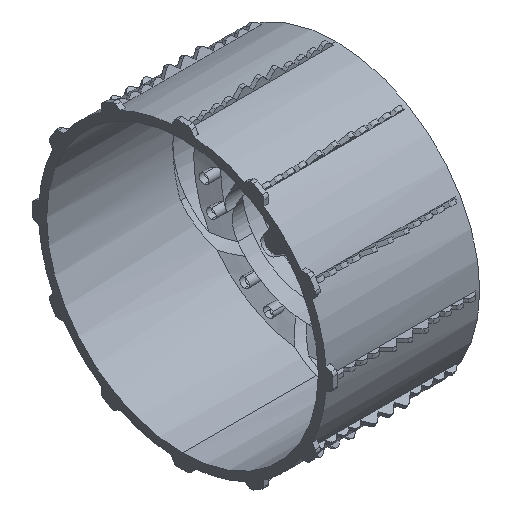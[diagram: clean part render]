
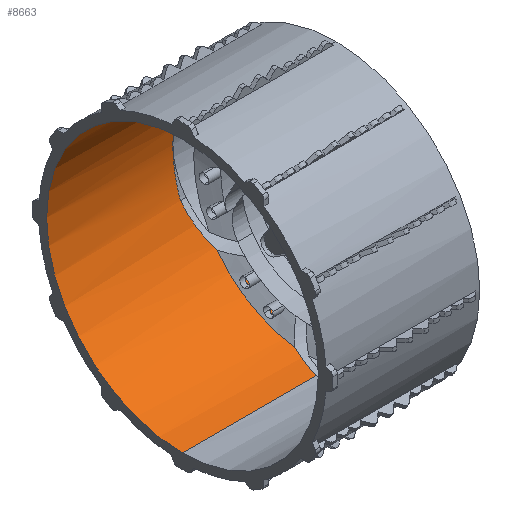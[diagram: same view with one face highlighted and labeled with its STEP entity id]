
A CAD part, isometric view. The second image highlights one B-rep face of the part: STEP entity #8663.
In plain terms, the highlighted cylindrical face has radius 42.5 mm (diameter 85 mm), a partial arc.
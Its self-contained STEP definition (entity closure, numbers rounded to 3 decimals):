
#87 = AXIS2_PLACEMENT_3D ( 'NONE', #5624, #21816, #18470 ) ;
#513 = DIRECTION ( 'NONE',  ( 1., 0., 0. ) ) ;
#646 = CIRCLE ( 'NONE', #18328, 42.5 ) ;
#756 = DIRECTION ( 'NONE',  ( 1., 0., 0. ) ) ;
#1252 = ORIENTED_EDGE ( 'NONE', *, *, #3605, .T. ) ;
#1877 = VECTOR ( 'NONE', #756, 1000. ) ;
#2324 = DIRECTION ( 'NONE',  ( 0., 0., -1. ) ) ;
#2592 = EDGE_CURVE ( 'NONE', #6212, #3740, #11994, .T. ) ;
#2801 = CARTESIAN_POINT ( 'NONE',  ( -48.001, 40.139, -13.969 ) ) ;
#3002 = ORIENTED_EDGE ( 'NONE', *, *, #15087, .T. ) ;
#3562 = VERTEX_POINT ( 'NONE', #6066 ) ;
#3577 = LINE ( 'NONE', #2801, #1877 ) ;
#3605 = EDGE_CURVE ( 'NONE', #3562, #4232, #17272, .T. ) ;
#3740 = VERTEX_POINT ( 'NONE', #10066 ) ;
#3983 = ORIENTED_EDGE ( 'NONE', *, *, #5133, .T. ) ;
#4036 = ORIENTED_EDGE ( 'NONE', *, *, #8434, .F. ) ;
#4232 = VERTEX_POINT ( 'NONE', #17274 ) ;
#4684 = CARTESIAN_POINT ( 'NONE',  ( 0., 0., 42.5 ) ) ;
#5133 = EDGE_CURVE ( 'NONE', #4232, #9321, #15506, .T. ) ;
#5344 = CARTESIAN_POINT ( 'NONE',  ( -8.5, 40.139, -13.969 ) ) ;
#5624 = CARTESIAN_POINT ( 'NONE',  ( 0., 0., 0. ) ) ;
#5739 = CARTESIAN_POINT ( 'NONE',  ( -8.5, 40.139, 13.969 ) ) ;
#6066 = CARTESIAN_POINT ( 'NONE',  ( -48., 0., -42.5 ) ) ;
#6212 = VERTEX_POINT ( 'NONE', #9810 ) ;
#6931 = CARTESIAN_POINT ( 'NONE',  ( -8.5, 0., 0. ) ) ;
#7074 = CARTESIAN_POINT ( 'NONE',  ( -48., 0., 0. ) ) ;
#7308 = DIRECTION ( 'NONE',  ( 1., 0., 0. ) ) ;
#7537 = EDGE_CURVE ( 'NONE', #23087, #6212, #13470, .T. ) ;
#7727 = CARTESIAN_POINT ( 'NONE',  ( -8.5, 42.5, 0. ) ) ;
#7774 = ORIENTED_EDGE ( 'NONE', *, *, #9593, .F. ) ;
#8349 = CARTESIAN_POINT ( 'NONE',  ( 0., 0., -42.5 ) ) ;
#8410 = AXIS2_PLACEMENT_3D ( 'NONE', #18090, #19888, #10968 ) ;
#8434 = EDGE_CURVE ( 'NONE', #22958, #16588, #13129, .T. ) ;
#8663 = ADVANCED_FACE ( 'NONE', ( #16212 ), #22907, .F. ) ;
#8752 = EDGE_CURVE ( 'NONE', #15292, #9321, #3577, .T. ) ;
#9012 = ORIENTED_EDGE ( 'NONE', *, *, #17989, .T. ) ;
#9321 = VERTEX_POINT ( 'NONE', #13435 ) ;
#9593 = EDGE_CURVE ( 'NONE', #3562, #23087, #9714, .T. ) ;
#9714 = CIRCLE ( 'NONE', #13520, 42.5 ) ;
#9810 = CARTESIAN_POINT ( 'NONE',  ( 0., 0., 42.5 ) ) ;
#9811 = LINE ( 'NONE', #21475, #17676 ) ;
#10066 = CARTESIAN_POINT ( 'NONE',  ( 0., 40.139, 13.969 ) ) ;
#10968 = DIRECTION ( 'NONE',  ( 0., 0., 1. ) ) ;
#11097 = ORIENTED_EDGE ( 'NONE', *, *, #7537, .F. ) ;
#11255 = AXIS2_PLACEMENT_3D ( 'NONE', #11277, #513, #2324 ) ;
#11277 = CARTESIAN_POINT ( 'NONE',  ( 0., 0., 0. ) ) ;
#11351 = CARTESIAN_POINT ( 'NONE',  ( 0., 0., 0. ) ) ;
#11994 = CIRCLE ( 'NONE', #14745, 42.5 ) ;
#13129 = CIRCLE ( 'NONE', #8410, 42.5 ) ;
#13435 = CARTESIAN_POINT ( 'NONE',  ( 0., 40.139, -13.969 ) ) ;
#13470 = LINE ( 'NONE', #4684, #21010 ) ;
#13520 = AXIS2_PLACEMENT_3D ( 'NONE', #7074, #7308, #19607 ) ;
#13633 = DIRECTION ( 'NONE',  ( 1., 0., 0. ) ) ;
#13686 = ORIENTED_EDGE ( 'NONE', *, *, #2592, .F. ) ;
#14744 = VECTOR ( 'NONE', #15310, 1000. ) ;
#14745 = AXIS2_PLACEMENT_3D ( 'NONE', #11351, #16823, #22204 ) ;
#15087 = EDGE_CURVE ( 'NONE', #15292, #16588, #646, .T. ) ;
#15292 = VERTEX_POINT ( 'NONE', #5344 ) ;
#15310 = DIRECTION ( 'NONE',  ( 1., 0., 0. ) ) ;
#15506 = CIRCLE ( 'NONE', #87, 42.5 ) ;
#15852 = DIRECTION ( 'NONE',  ( 1., 0., 0. ) ) ;
#15928 = DIRECTION ( 'NONE',  ( 0., 0., -1. ) ) ;
#16164 = DIRECTION ( 'NONE',  ( 1., 0., 0. ) ) ;
#16212 = FACE_OUTER_BOUND ( 'NONE', #22169, .T. ) ;
#16588 = VERTEX_POINT ( 'NONE', #7727 ) ;
#16823 = DIRECTION ( 'NONE',  ( -1., 0., 0. ) ) ;
#17272 = LINE ( 'NONE', #8349, #14744 ) ;
#17274 = CARTESIAN_POINT ( 'NONE',  ( 0., 0., -42.5 ) ) ;
#17676 = VECTOR ( 'NONE', #16164, 1000. ) ;
#17989 = EDGE_CURVE ( 'NONE', #22958, #3740, #9811, .T. ) ;
#18090 = CARTESIAN_POINT ( 'NONE',  ( -8.5, 0., 0. ) ) ;
#18328 = AXIS2_PLACEMENT_3D ( 'NONE', #6931, #15852, #15928 ) ;
#18470 = DIRECTION ( 'NONE',  ( 0., 0., 1. ) ) ;
#18978 = CARTESIAN_POINT ( 'NONE',  ( -48., 0., 42.5 ) ) ;
#19607 = DIRECTION ( 'NONE',  ( 0., 0., -1. ) ) ;
#19888 = DIRECTION ( 'NONE',  ( -1., 0., 0. ) ) ;
#20296 = ORIENTED_EDGE ( 'NONE', *, *, #8752, .F. ) ;
#21010 = VECTOR ( 'NONE', #13633, 1000. ) ;
#21475 = CARTESIAN_POINT ( 'NONE',  ( -48.001, 40.139, 13.969 ) ) ;
#21816 = DIRECTION ( 'NONE',  ( 1., 0., 0. ) ) ;
#22169 = EDGE_LOOP ( 'NONE', ( #11097, #7774, #1252, #3983, #20296, #3002, #4036, #9012, #13686 ) ) ;
#22204 = DIRECTION ( 'NONE',  ( 0., 0., -1. ) ) ;
#22907 = CYLINDRICAL_SURFACE ( 'NONE', #11255, 42.5 ) ;
#22958 = VERTEX_POINT ( 'NONE', #5739 ) ;
#23087 = VERTEX_POINT ( 'NONE', #18978 ) ;
